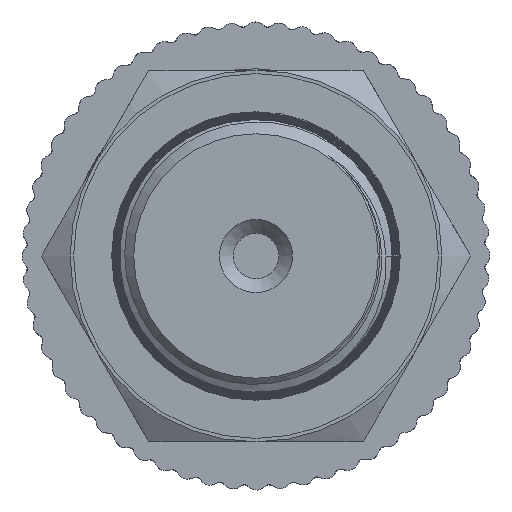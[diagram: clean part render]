
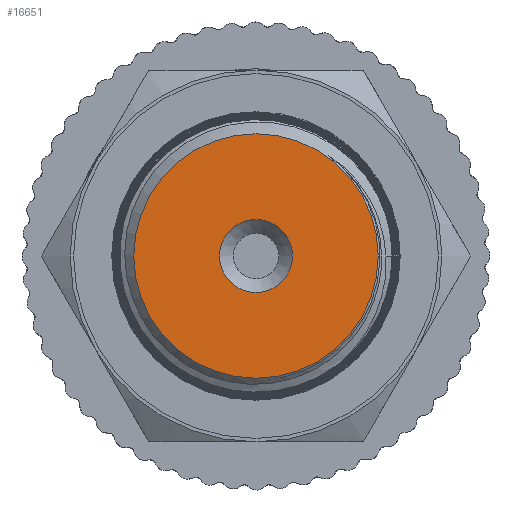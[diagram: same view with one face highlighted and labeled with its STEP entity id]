
A CAD part, left-side view. The second image highlights one B-rep face of the part: STEP entity #16651.
In plain terms, the highlighted planar face has unit normal (-1, 0, 0).
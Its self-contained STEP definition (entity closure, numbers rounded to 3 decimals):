
#159=PLANE('',#17517);
#865=FACE_BOUND('',#2339,.T.);
#1383=FACE_OUTER_BOUND('',#2338,.T.);
#2338=EDGE_LOOP('',(#12937));
#2339=EDGE_LOOP('',(#12938));
#3989=CIRCLE('',#17321,8.878);
#4076=CIRCLE('',#17516,2.65);
#6728=VERTEX_POINT('',#21340);
#7350=VERTEX_POINT('',#39383);
#8462=EDGE_CURVE('',#6728,#6728,#3989,.T.);
#9401=EDGE_CURVE('',#7350,#7350,#4076,.T.);
#12937=ORIENTED_EDGE('',*,*,#8462,.T.);
#12938=ORIENTED_EDGE('',*,*,#9401,.T.);
#16651=ADVANCED_FACE('',(#1383,#865),#159,.T.);
#17321=AXIS2_PLACEMENT_3D('',#21342,#18153,#18154);
#17516=AXIS2_PLACEMENT_3D('',#39385,#18912,#18913);
#17517=AXIS2_PLACEMENT_3D('',#39386,#18914,#18915);
#18153=DIRECTION('center_axis',(-1.,0.,0.));
#18154=DIRECTION('ref_axis',(0.,1.,0.));
#18912=DIRECTION('center_axis',(1.,0.,0.));
#18913=DIRECTION('ref_axis',(0.,0.,-1.));
#18914=DIRECTION('center_axis',(-1.,0.,0.));
#18915=DIRECTION('ref_axis',(0.,0.,1.));
#21340=CARTESIAN_POINT('',(-68.,-8.878,0.));
#21342=CARTESIAN_POINT('Origin',(-68.,0.,0.));
#39383=CARTESIAN_POINT('',(-68.,-2.65,0.));
#39385=CARTESIAN_POINT('Origin',(-68.,0.,0.));
#39386=CARTESIAN_POINT('Origin',(-68.,9.853,0.));
